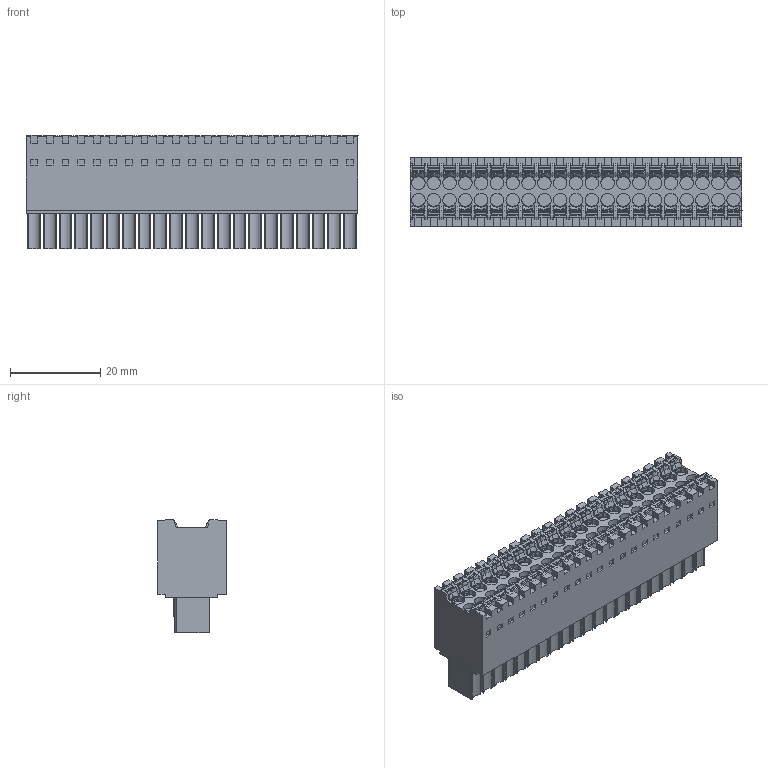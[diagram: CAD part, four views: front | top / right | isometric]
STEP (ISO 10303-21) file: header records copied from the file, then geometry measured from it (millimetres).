
FILE_DESCRIPTION(('CATIA V5 STEP','CAx-IF Rec.Pracs.--- Model Styling and Organization---1.4--- 2014-01-23'),'2;1');
FILE_NAME ('367188-3_1', '2023-08-22T06:45:20+00:00', ('none'), ('Weidmueller'), 'CATIA Version 5-6 Release 2016 SP3 HF44', 'CATIA V5 STEP AP214', 'none');
FILE_SCHEMA(('AUTOMOTIVE_DESIGN { 1 0 10303 214 1 1 1 1 }'));
Products named in the file (1): 2558430000
Bounding box: 73.5 x 15.2 x 25.05 mm (x, y, z)
Volume: 20444.4 mm3; surface area: 12579.9 mm2
Topology: 43 solids, 43 shells, 2773 faces, 8095 edges, 5513 vertices
Faces by surface type: plane 1803, cylinder 338, torus 251, extrusion 213, cone 84, bspline 84
Entity records: 94878 total; most frequent: CARTESIAN_POINT 29662, ORIENTED_EDGE 16190, DIRECTION 9121, EDGE_CURVE 8095, VECTOR 5948, LINE 5735, VERTEX_POINT 5513, EDGE_LOOP 2878
